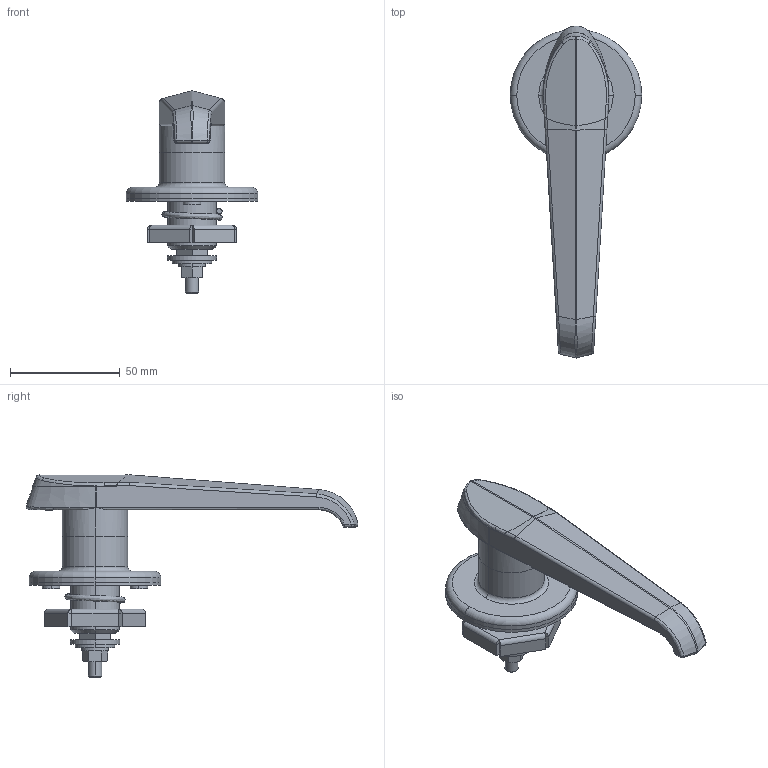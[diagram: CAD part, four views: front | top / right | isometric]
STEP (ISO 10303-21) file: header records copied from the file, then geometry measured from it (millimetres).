
FILE_DESCRIPTION (( 'STEP AP203' ), '1' );
FILE_NAME ('A-1143-1-1.STEP', '2021-06-11T00:40:18', ( '' ), ( '' ), 'SwSTEP 2.0', 'SolidWorks 2018', '' );
FILE_SCHEMA (( 'CONFIG_CONTROL_DESIGN' ));
Length unit declared in the file: millimetre
Products named in the file (15): A-1143-1-1_spacer_; A-1143-1-1_hex nut_ver1.05__M6ナット(SUS)1種_呼び径基準; A-1143-1-1_catch_; A-1143-1-1_hexagon socket set screw_; A-1143-1-1_handle_; A-1143-1-1_packing_; A-1143-1-1_0200-5__0200-5-0; A-1143-1-1_spring lock washer_ver1.01__M6偽偹嵗嬥(SUS); A-1143-1-1_washer_ver1.03__M6暯儚僢僔儍乕(SUS)冇18亊冇6.5亊t1.5摿悺; A-1143-1-1_key cap_; A-1143-1-1_ring washer_; A-1143-1-1_cross-recessed head machine screw_ver1.05__M3x5十字穴付なべ小ねじ(SUS); A-1143-1-1_washer_ver1.03__M3平ワッシャー(SUS)みがき丸(旧JIS); A-1143-1-1_hex nut M22_; A-1143-1-1
Assembly tree (14 placements, depth 2):
  A-1143-1-1
    A-1143-1-1_catch_
    A-1143-1-1_handle_
    A-1143-1-1_key cap_
    A-1143-1-1_hexagon socket set screw_
    A-1143-1-1_cross-recessed head machine screw_ver1.05__M3x5十字穴付なべ小ねじ(SUS)
    A-1143-1-1_packing_
    A-1143-1-1_ring washer_
    A-1143-1-1_hex nut M22_
    A-1143-1-1_spacer_
    A-1143-1-1_hex nut_ver1.05__M6ナット(SUS)1種_呼び径基準
    A-1143-1-1_spring lock washer_ver1.01__M6偽偹嵗嬥(SUS)
    A-1143-1-1_washer_ver1.03__M6暯儚僢僔儍乕(SUS)冇18亊冇6.5亊t1.5摿悺
    A-1143-1-1_0200-5__0200-5-0
    A-1143-1-1_washer_ver1.03__M3平ワッシャー(SUS)みがき丸(旧JIS)
Bounding box: 60 x 151.44 x 92.25 mm (x, y, z)
Volume: 77193.8 mm3; surface area: 46348.6 mm2
Topology: 14 solids, 14 shells, 357 faces, 836 edges, 522 vertices
Faces by surface type: plane 156, cylinder 129, cone 30, bspline 27, torus 8, sphere 7
Entity records: 14392 total; most frequent: CARTESIAN_POINT 4850, DIRECTION 1658, ORIENTED_EDGE 1650, EDGE_CURVE 825, AXIS2_PLACEMENT_3D 642, VERTEX_POINT 519, EDGE_LOOP 400, LINE 374
